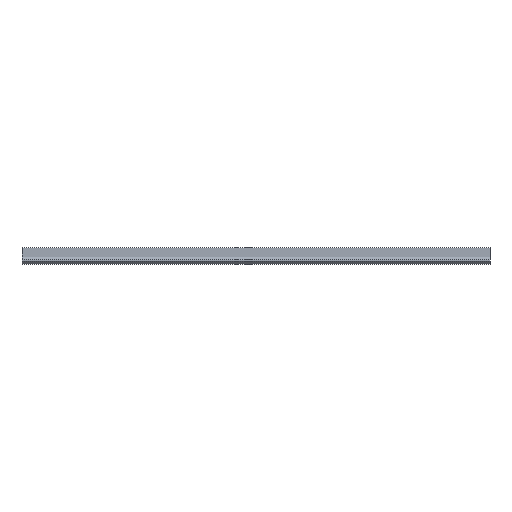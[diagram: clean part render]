
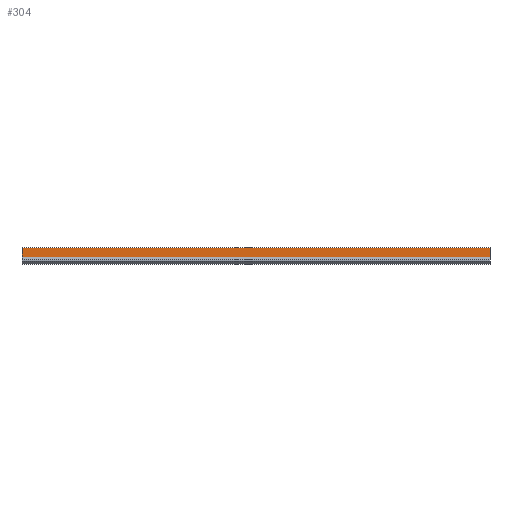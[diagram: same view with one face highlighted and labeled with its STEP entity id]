
A CAD part, left-side view. The second image highlights one B-rep face of the part: STEP entity #304.
In plain terms, the highlighted planar face has unit normal (-1, 0, 0).
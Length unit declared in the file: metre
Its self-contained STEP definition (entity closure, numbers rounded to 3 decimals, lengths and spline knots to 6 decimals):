
#304 = ADVANCED_FACE( 'NONE', ( #611 ), #612, .F. );
#611 = FACE_OUTER_BOUND( '', #918, .T. );
#612 = PLANE( '', #919 );
#918 = EDGE_LOOP( '', ( #1857, #1858, #1859, #1860 ) );
#919 = AXIS2_PLACEMENT_3D( '', #1861, #1862, #1863 );
#1857 = ORIENTED_EDGE( '', *, *, #2290, .F. );
#1858 = ORIENTED_EDGE( '', *, *, #2223, .T. );
#1859 = ORIENTED_EDGE( '', *, *, #2319, .T. );
#1860 = ORIENTED_EDGE( '', *, *, #2108, .T. );
#1861 = CARTESIAN_POINT( '', ( -0.004, 0.096, 0. ) );
#1862 = DIRECTION( '', ( 1., 0., 0. ) );
#1863 = DIRECTION( '', ( 0., 1., 0. ) );
#2108 = EDGE_CURVE( 'NONE', #2633, #2631, #2634, .T. );
#2223 = EDGE_CURVE( 'NONE', #2794, #2792, #2795, .T. );
#2290 = EDGE_CURVE( '', #2794, #2631, #2880, .T. );
#2319 = EDGE_CURVE( '', #2792, #2633, #2909, .T. );
#2631 = VERTEX_POINT( 'NONE', #3370 );
#2633 = VERTEX_POINT( 'NONE', #3373 );
#2634 = LINE( '', #3374, #3375 );
#2792 = VERTEX_POINT( 'NONE', #3613 );
#2794 = VERTEX_POINT( 'NONE', #3616 );
#2795 = LINE( '', #3617, #3618 );
#2880 = LINE( '', #3754, #3755 );
#2909 = LINE( '', #3791, #3792 );
#3370 = CARTESIAN_POINT( '', ( -0.004, 0., 0. ) );
#3373 = CARTESIAN_POINT( '', ( -0.004, 0., -0.0058 ) );
#3374 = CARTESIAN_POINT( '', ( -0.004, 0., 0. ) );
#3375 = VECTOR( '', #3954, 1. );
#3613 = CARTESIAN_POINT( '', ( -0.004, 0.288, -0.0058 ) );
#3616 = CARTESIAN_POINT( '', ( -0.004, 0.288, 0. ) );
#3617 = CARTESIAN_POINT( '', ( -0.004, 0.288, 0. ) );
#3618 = VECTOR( '', #4036, 1. );
#3754 = CARTESIAN_POINT( '', ( -0.004, 0.096, 0. ) );
#3755 = VECTOR( '', #4088, 1. );
#3791 = CARTESIAN_POINT( '', ( -0.004, 0.096, -0.0058 ) );
#3792 = VECTOR( '', #4096, 1. );
#3954 = DIRECTION( '', ( 0., 0., 1. ) );
#4036 = DIRECTION( '', ( 0., 0., -1. ) );
#4088 = DIRECTION( '', ( 0., -1., 0. ) );
#4096 = DIRECTION( '', ( 0., -1., 0. ) );
